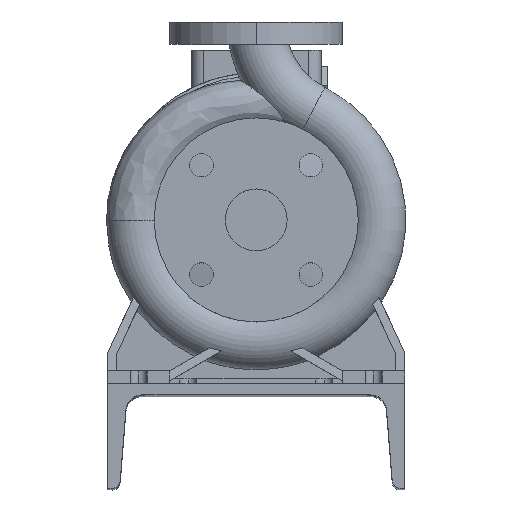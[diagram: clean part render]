
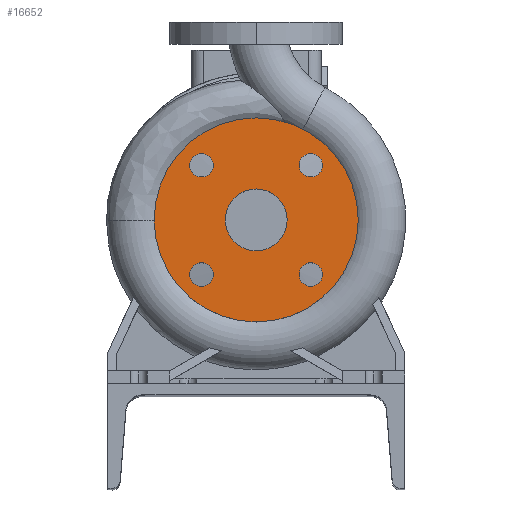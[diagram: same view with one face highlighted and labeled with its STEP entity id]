
A CAD part, top view. The second image highlights one B-rep face of the part: STEP entity #16652.
In plain terms, the highlighted planar face has unit normal (0, 0, 1).
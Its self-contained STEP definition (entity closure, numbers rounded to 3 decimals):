
#31 = FACE_BOUND ( 'NONE', #12430, .T. ) ;
#582 = EDGE_LOOP ( 'NONE', ( #10726, #8049 ) ) ;
#942 = ORIENTED_EDGE ( 'NONE', *, *, #12047, .F. ) ;
#948 = AXIS2_PLACEMENT_3D ( 'NONE', #12968, #19326, #14643 ) ;
#1097 = EDGE_LOOP ( 'NONE', ( #13744, #14551 ) ) ;
#1303 = VERTEX_POINT ( 'NONE', #9916 ) ;
#1340 = CARTESIAN_POINT ( 'NONE',  ( -44.194, -53.694, 80. ) ) ;
#1718 = CARTESIAN_POINT ( 'NONE',  ( -44.194, 44.194, 80. ) ) ;
#2174 = CARTESIAN_POINT ( 'NONE',  ( 44.194, -53.694, 80. ) ) ;
#2213 = ORIENTED_EDGE ( 'NONE', *, *, #11983, .F. ) ;
#2398 = VERTEX_POINT ( 'NONE', #17035 ) ;
#2616 = EDGE_CURVE ( 'NONE', #3878, #15706, #20281, .T. ) ;
#2802 = CIRCLE ( 'NONE', #13798, 9.5 ) ;
#3025 = DIRECTION ( 'NONE',  ( 0., 0., 1. ) ) ;
#3064 = AXIS2_PLACEMENT_3D ( 'NONE', #3667, #8355, #10017 ) ;
#3198 = DIRECTION ( 'NONE',  ( 0., -1., 0. ) ) ;
#3431 = CARTESIAN_POINT ( 'NONE',  ( 53.694, 44.194, 80. ) ) ;
#3617 = CARTESIAN_POINT ( 'NONE',  ( 0., 82.5, 80. ) ) ;
#3667 = CARTESIAN_POINT ( 'NONE',  ( 0., 0., 80. ) ) ;
#3778 = CARTESIAN_POINT ( 'NONE',  ( 44.194, -44.194, 80. ) ) ;
#3868 = AXIS2_PLACEMENT_3D ( 'NONE', #14217, #10966, #11059 ) ;
#3878 = VERTEX_POINT ( 'NONE', #3431 ) ;
#4020 = DIRECTION ( 'NONE',  ( 0., 0., 1. ) ) ;
#4031 = EDGE_LOOP ( 'NONE', ( #10373, #4910 ) ) ;
#4040 = CIRCLE ( 'NONE', #9024, 82.5 ) ;
#4479 = CIRCLE ( 'NONE', #13777, 9.5 ) ;
#4813 = PLANE ( 'NONE',  #18589 ) ;
#4864 = CIRCLE ( 'NONE', #11876, 25. ) ;
#4910 = ORIENTED_EDGE ( 'NONE', *, *, #17079, .F. ) ;
#5963 = CARTESIAN_POINT ( 'NONE',  ( 0., 82.5, 80. ) ) ;
#5968 = EDGE_LOOP ( 'NONE', ( #18345, #19073 ) ) ;
#6125 = AXIS2_PLACEMENT_3D ( 'NONE', #3778, #8470, #3198 ) ;
#6244 = CARTESIAN_POINT ( 'NONE',  ( 0., 0., 80. ) ) ;
#6414 = VERTEX_POINT ( 'NONE', #7794 ) ;
#6518 = ORIENTED_EDGE ( 'NONE', *, *, #8826, .F. ) ;
#7487 = DIRECTION ( 'NONE',  ( 0., -1., 0. ) ) ;
#7538 = CARTESIAN_POINT ( 'NONE',  ( -44.194, -44.194, 80. ) ) ;
#7794 = CARTESIAN_POINT ( 'NONE',  ( 0., -25., 80. ) ) ;
#7831 = AXIS2_PLACEMENT_3D ( 'NONE', #13821, #16838, #15187 ) ;
#8049 = ORIENTED_EDGE ( 'NONE', *, *, #12834, .F. ) ;
#8070 = DIRECTION ( 'NONE',  ( 0., 0., 1. ) ) ;
#8238 = VERTEX_POINT ( 'NONE', #2174 ) ;
#8355 = DIRECTION ( 'NONE',  ( 0., 0., 1. ) ) ;
#8470 = DIRECTION ( 'NONE',  ( 0., 0., 1. ) ) ;
#8529 = CIRCLE ( 'NONE', #3868, 82.5 ) ;
#8759 = EDGE_CURVE ( 'NONE', #8238, #13093, #18121, .T. ) ;
#8826 = EDGE_CURVE ( 'NONE', #10103, #18480, #2802, .T. ) ;
#8839 = CIRCLE ( 'NONE', #15846, 9.5 ) ;
#9024 = AXIS2_PLACEMENT_3D ( 'NONE', #6244, #19292, #18879 ) ;
#9092 = DIRECTION ( 'NONE',  ( 0., 1., 0. ) ) ;
#9110 = DIRECTION ( 'NONE',  ( 0., 0., 1. ) ) ;
#9136 = CIRCLE ( 'NONE', #16462, 9.5 ) ;
#9196 = FACE_BOUND ( 'NONE', #16455, .T. ) ;
#9373 = DIRECTION ( 'NONE',  ( 0., -1., 0. ) ) ;
#9402 = FACE_BOUND ( 'NONE', #582, .T. ) ;
#9448 = EDGE_CURVE ( 'NONE', #18807, #15364, #4479, .T. ) ;
#9916 = CARTESIAN_POINT ( 'NONE',  ( 0., 25., 80. ) ) ;
#9984 = CARTESIAN_POINT ( 'NONE',  ( 44.194, -34.694, 80. ) ) ;
#10017 = DIRECTION ( 'NONE',  ( 0., -1., 0. ) ) ;
#10103 = VERTEX_POINT ( 'NONE', #1340 ) ;
#10373 = ORIENTED_EDGE ( 'NONE', *, *, #8759, .F. ) ;
#10575 = DIRECTION ( 'NONE',  ( 0., -1., 0. ) ) ;
#10719 = EDGE_CURVE ( 'NONE', #15364, #18807, #9136, .T. ) ;
#10726 = ORIENTED_EDGE ( 'NONE', *, *, #20519, .F. ) ;
#10966 = DIRECTION ( 'NONE',  ( 0., 0., 1. ) ) ;
#11059 = DIRECTION ( 'NONE',  ( 0., -1., 0. ) ) ;
#11570 = CARTESIAN_POINT ( 'NONE',  ( -44.194, -34.694, 80. ) ) ;
#11876 = AXIS2_PLACEMENT_3D ( 'NONE', #18657, #16784, #7487 ) ;
#11983 = EDGE_CURVE ( 'NONE', #15706, #3878, #19503, .T. ) ;
#12047 = EDGE_CURVE ( 'NONE', #18480, #10103, #8839, .T. ) ;
#12271 = DIRECTION ( 'NONE',  ( 0., -1., 0. ) ) ;
#12430 = EDGE_LOOP ( 'NONE', ( #20588, #2213 ) ) ;
#12520 = EDGE_CURVE ( 'NONE', #17732, #2398, #8529, .T. ) ;
#12731 = CIRCLE ( 'NONE', #3064, 25. ) ;
#12834 = EDGE_CURVE ( 'NONE', #1303, #6414, #4864, .T. ) ;
#12890 = DIRECTION ( 'NONE',  ( 0., 0., 1. ) ) ;
#12968 = CARTESIAN_POINT ( 'NONE',  ( 44.194, 44.194, 80. ) ) ;
#13093 = VERTEX_POINT ( 'NONE', #9984 ) ;
#13615 = AXIS2_PLACEMENT_3D ( 'NONE', #17414, #3025, #9373 ) ;
#13728 = CARTESIAN_POINT ( 'NONE',  ( -44.194, -44.194, 80. ) ) ;
#13744 = ORIENTED_EDGE ( 'NONE', *, *, #20033, .T. ) ;
#13777 = AXIS2_PLACEMENT_3D ( 'NONE', #18870, #12890, #19045 ) ;
#13798 = AXIS2_PLACEMENT_3D ( 'NONE', #13728, #4020, #12271 ) ;
#13821 = CARTESIAN_POINT ( 'NONE',  ( 44.194, 44.194, 80. ) ) ;
#14217 = CARTESIAN_POINT ( 'NONE',  ( 0., 0., 80. ) ) ;
#14322 = FACE_BOUND ( 'NONE', #5968, .T. ) ;
#14454 = DIRECTION ( 'NONE',  ( 0., -1., 0. ) ) ;
#14551 = ORIENTED_EDGE ( 'NONE', *, *, #12520, .T. ) ;
#14643 = DIRECTION ( 'NONE',  ( 1., 0., 0. ) ) ;
#15187 = DIRECTION ( 'NONE',  ( 1., 0., 0. ) ) ;
#15364 = VERTEX_POINT ( 'NONE', #19654 ) ;
#15424 = CARTESIAN_POINT ( 'NONE',  ( -44.194, 53.694, 80. ) ) ;
#15706 = VERTEX_POINT ( 'NONE', #17922 ) ;
#15777 = DIRECTION ( 'NONE',  ( 0., 0., -1. ) ) ;
#15846 = AXIS2_PLACEMENT_3D ( 'NONE', #7538, #9110, #10575 ) ;
#16455 = EDGE_LOOP ( 'NONE', ( #6518, #942 ) ) ;
#16462 = AXIS2_PLACEMENT_3D ( 'NONE', #1718, #8070, #14454 ) ;
#16652 = ADVANCED_FACE ( 'NONE', ( #19107, #14322, #31, #9402, #17127, #9196 ), #4813, .F. ) ;
#16784 = DIRECTION ( 'NONE',  ( 0., 0., 1. ) ) ;
#16838 = DIRECTION ( 'NONE',  ( 0., 0., 1. ) ) ;
#17035 = CARTESIAN_POINT ( 'NONE',  ( 0., -82.5, 80. ) ) ;
#17079 = EDGE_CURVE ( 'NONE', #13093, #8238, #18601, .T. ) ;
#17127 = FACE_OUTER_BOUND ( 'NONE', #1097, .T. ) ;
#17414 = CARTESIAN_POINT ( 'NONE',  ( 44.194, -44.194, 80. ) ) ;
#17732 = VERTEX_POINT ( 'NONE', #3617 ) ;
#17922 = CARTESIAN_POINT ( 'NONE',  ( 34.694, 44.194, 80. ) ) ;
#18121 = CIRCLE ( 'NONE', #6125, 9.5 ) ;
#18345 = ORIENTED_EDGE ( 'NONE', *, *, #10719, .F. ) ;
#18480 = VERTEX_POINT ( 'NONE', #11570 ) ;
#18589 = AXIS2_PLACEMENT_3D ( 'NONE', #5963, #15777, #9092 ) ;
#18601 = CIRCLE ( 'NONE', #13615, 9.5 ) ;
#18657 = CARTESIAN_POINT ( 'NONE',  ( 0., 0., 80. ) ) ;
#18807 = VERTEX_POINT ( 'NONE', #15424 ) ;
#18870 = CARTESIAN_POINT ( 'NONE',  ( -44.194, 44.194, 80. ) ) ;
#18879 = DIRECTION ( 'NONE',  ( 0., -1., 0. ) ) ;
#19045 = DIRECTION ( 'NONE',  ( 0., -1., 0. ) ) ;
#19073 = ORIENTED_EDGE ( 'NONE', *, *, #9448, .F. ) ;
#19107 = FACE_BOUND ( 'NONE', #4031, .T. ) ;
#19292 = DIRECTION ( 'NONE',  ( 0., 0., 1. ) ) ;
#19326 = DIRECTION ( 'NONE',  ( 0., 0., 1. ) ) ;
#19503 = CIRCLE ( 'NONE', #7831, 9.5 ) ;
#19654 = CARTESIAN_POINT ( 'NONE',  ( -44.194, 34.694, 80. ) ) ;
#20033 = EDGE_CURVE ( 'NONE', #2398, #17732, #4040, .T. ) ;
#20281 = CIRCLE ( 'NONE', #948, 9.5 ) ;
#20519 = EDGE_CURVE ( 'NONE', #6414, #1303, #12731, .T. ) ;
#20588 = ORIENTED_EDGE ( 'NONE', *, *, #2616, .F. ) ;
